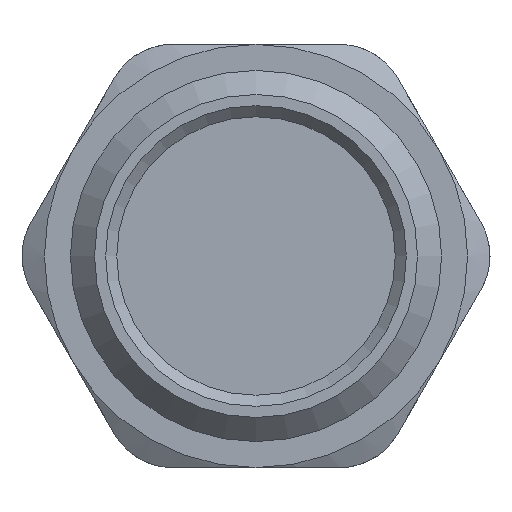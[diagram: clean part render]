
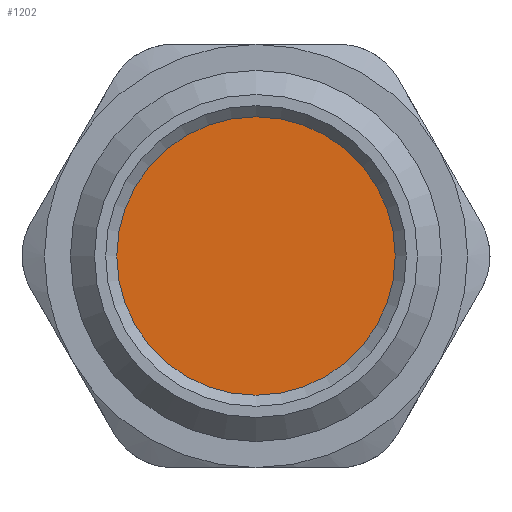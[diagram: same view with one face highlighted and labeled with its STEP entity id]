
A CAD part, front view. The second image highlights one B-rep face of the part: STEP entity #1202.
In plain terms, the highlighted planar face has unit normal (0, -1, 0).
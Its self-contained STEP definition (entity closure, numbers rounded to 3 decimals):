
#175=PLANE('',#1304);
#204=FACE_OUTER_BOUND('',#277,.T.);
#277=EDGE_LOOP('',(#831));
#483=CIRCLE('',#1305,6.25);
#537=VERTEX_POINT('',#1758);
#652=EDGE_CURVE('',#537,#537,#483,.T.);
#831=ORIENTED_EDGE('',*,*,#652,.F.);
#1202=ADVANCED_FACE('',(#204),#175,.T.);
#1304=AXIS2_PLACEMENT_3D('',#1757,#1443,#1444);
#1305=AXIS2_PLACEMENT_3D('',#1759,#1445,#1446);
#1443=DIRECTION('center_axis',(0.,-1.,0.));
#1444=DIRECTION('ref_axis',(0.,0.,-1.));
#1445=DIRECTION('center_axis',(0.,1.,0.));
#1446=DIRECTION('ref_axis',(-1.,0.,0.));
#1757=CARTESIAN_POINT('Origin',(-9.765,-4.019,0.));
#1758=CARTESIAN_POINT('',(-3.515,-4.019,0.));
#1759=CARTESIAN_POINT('Origin',(-9.765,-4.019,0.));
